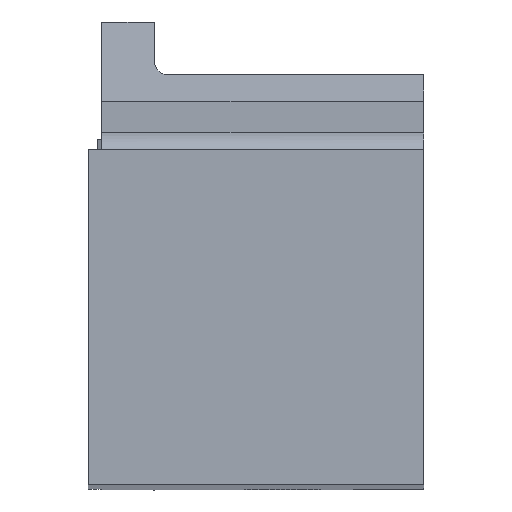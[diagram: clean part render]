
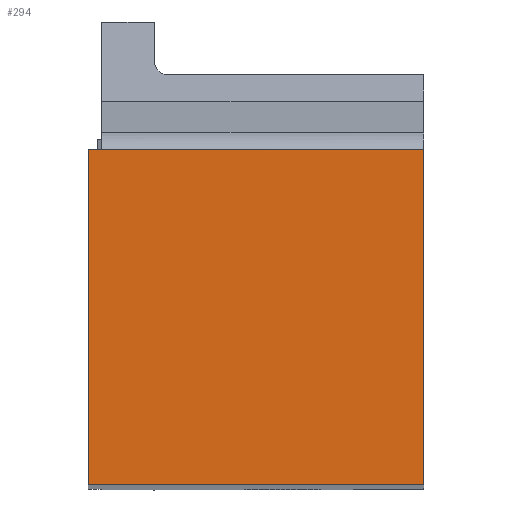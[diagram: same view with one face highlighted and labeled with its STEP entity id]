
A CAD part, top view. The second image highlights one B-rep face of the part: STEP entity #294.
In plain terms, the highlighted planar face has unit normal (0, 0, 1).
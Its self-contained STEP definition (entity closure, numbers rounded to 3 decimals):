
#294=ADVANCED_FACE('',(#522),#399,.T.);
#399=PLANE('',#3610);
#522=FACE_OUTER_BOUND('',#700,.T.);
#700=EDGE_LOOP('',(#1319,#1320,#1321,#1322));
#1319=ORIENTED_EDGE('',*,*,#2431,.F.);
#1320=ORIENTED_EDGE('',*,*,#2412,.F.);
#1321=ORIENTED_EDGE('',*,*,#2409,.T.);
#1322=ORIENTED_EDGE('',*,*,#2405,.F.);
#1980=VERTEX_POINT('',#9909);
#1981=VERTEX_POINT('',#9911);
#1984=VERTEX_POINT('',#9919);
#1986=VERTEX_POINT('',#9925);
#2405=EDGE_CURVE('',#1980,#1981,#3125,.T.);
#2409=EDGE_CURVE('',#1984,#1981,#3128,.T.);
#2412=EDGE_CURVE('',#1984,#1986,#3130,.T.);
#2431=EDGE_CURVE('',#1986,#1980,#3145,.T.);
#3125=LINE('',#9910,#3313);
#3128=LINE('',#9918,#3316);
#3130=LINE('',#9924,#3318);
#3145=LINE('',#9973,#3333);
#3313=VECTOR('',#3991,1.);
#3316=VECTOR('',#3998,1.);
#3318=VECTOR('',#4004,1.);
#3333=VECTOR('',#4033,1.);
#3610=AXIS2_PLACEMENT_3D('',#9979,#4040,#4041);
#3991=DIRECTION('',(0.,1.,0.));
#3998=DIRECTION('',(-1.,0.,0.));
#4004=DIRECTION('',(0.,-1.,0.));
#4033=DIRECTION('',(-1.,0.,0.));
#4040=DIRECTION('',(0.,0.,1.));
#4041=DIRECTION('',(-1.,0.,0.));
#9909=CARTESIAN_POINT('',(-12.7,0.,0.));
#9910=CARTESIAN_POINT('',(-12.7,0.,0.));
#9911=CARTESIAN_POINT('',(-12.7,12.7,0.));
#9918=CARTESIAN_POINT('',(0.,12.7,0.));
#9919=CARTESIAN_POINT('',(0.,12.7,0.));
#9924=CARTESIAN_POINT('',(0.,12.7,0.));
#9925=CARTESIAN_POINT('',(0.,0.,0.));
#9973=CARTESIAN_POINT('',(0.,0.,0.));
#9979=CARTESIAN_POINT('',(-6.35,6.35,0.));
